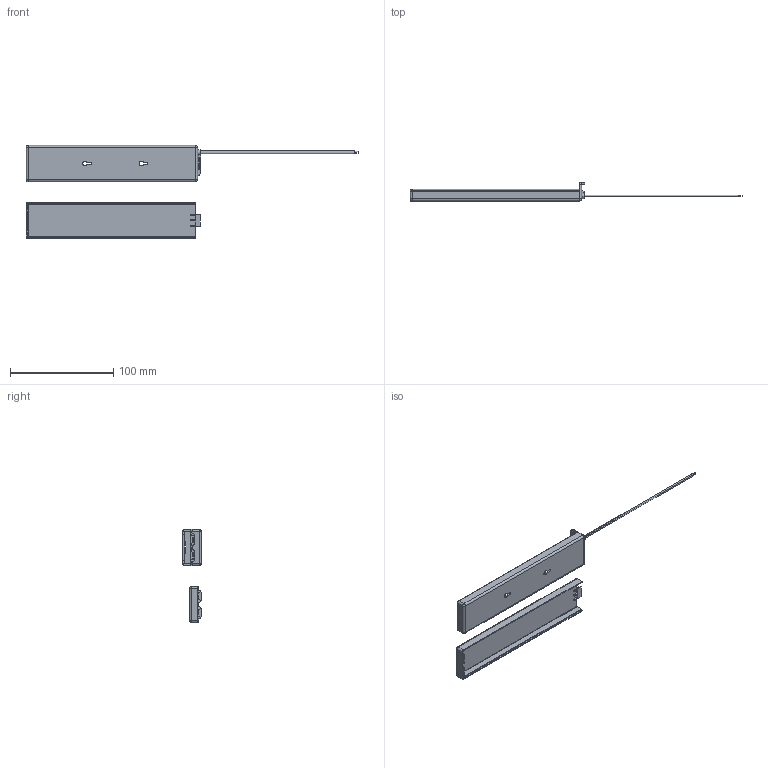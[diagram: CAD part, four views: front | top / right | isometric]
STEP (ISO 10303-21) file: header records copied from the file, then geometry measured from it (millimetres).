
FILE_DESCRIPTION (( 'STEP AP214' ), '1' );
FILE_NAME ('BK-6089_open.STEP', '2024-09-10T15:56:42', ( '' ), ( '' ), 'SwSTEP 2.0', 'SolidWorks 2021', '' );
FILE_SCHEMA (( 'AUTOMOTIVE_DESIGN' ));
Length unit declared in the file: millimetre
Products named in the file (1): BK-6089_open
Bounding box: 320.91 x 17.64 x 90 mm (x, y, z)
Volume: 31114.4 mm3; surface area: 42374 mm2
Topology: 12 solids, 12 shells, 738 faces, 1878 edges, 1210 vertices
Faces by surface type: plane 512, cylinder 130, bspline 46, torus 28, sphere 16, cone 6
Entity records: 28125 total; most frequent: CARTESIAN_POINT 10219, ORIENTED_EDGE 3724, DIRECTION 3498, EDGE_CURVE 1862, VECTOR 1424, LINE 1424, VERTEX_POINT 1210, AXIS2_PLACEMENT_3D 1037
